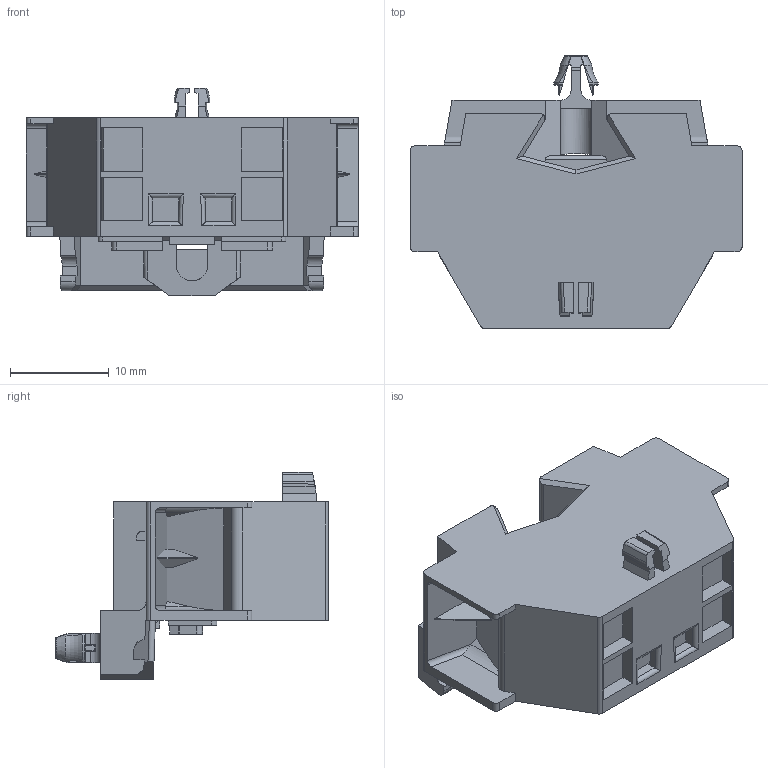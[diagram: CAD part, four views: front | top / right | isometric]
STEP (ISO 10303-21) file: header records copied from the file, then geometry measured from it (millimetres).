
FILE_DESCRIPTION(/* description */ (''),/* implementation_level */ '2;1');
FILE_NAME(/* name */ '242341.stp',/* time_stamp */ '2022-04-13T12:55:29+08:00',/* author */ (''),/* organization */ (''),/* preprocessor_version */ 'ST-DEVELOPER v16.7',/* originating_system */ 'SIEMENS PLM Software NX 12.0',/* authorisation */ '');
FILE_SCHEMA (('AP203_CONFIGURATION_CONTROLLED_3D_DESIGN_OF_MECHANICAL_PARTS_AND_ASSEMBLIES_MIM_LF { 1 0 10303 403 2 1 2}'));
Products named in the file (1): _model1
Bounding box: 33.6 x 27.6 x 21 mm (x, y, z)
Volume: 6444.6 mm3; surface area: 3787.6 mm2
Topology: 1 solids, 1 shells, 931 faces, 2614 edges, 1729 vertices
Faces by surface type: plane 478, extrusion 317, cylinder 120, torus 6, bspline 4, sphere 4, cone 2
Entity records: 51739 total; most frequent: CARTESIAN_POINT 22762, ORIENTED_EDGE 5228, DIRECTION 3406, EDGE_CURVE 2614, VECTOR 1986, VERTEX_POINT 1729, LINE 1669, B_SPLINE_CURVE_WITH_KNOTS 1163
